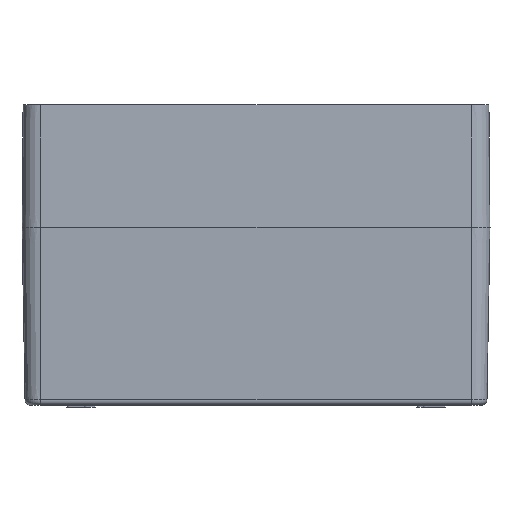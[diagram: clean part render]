
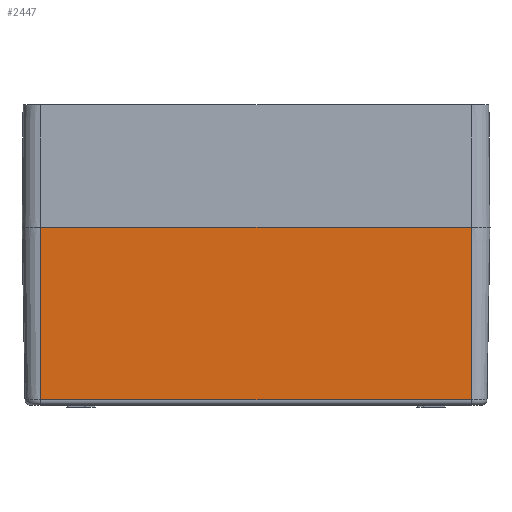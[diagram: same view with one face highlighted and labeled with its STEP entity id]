
A CAD part, left-side view. The second image highlights one B-rep face of the part: STEP entity #2447.
In plain terms, the highlighted planar face has unit normal (-1, 0, -0.018).
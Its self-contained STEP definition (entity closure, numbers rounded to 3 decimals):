
#2427=AXIS2_PLACEMENT_3D('Plane Axis2P3D',#2424,#2425,#2426) ;
#1150=CARTESIAN_POINT('Vertex',(1.607,10.,3.948)) ;
#1170=CARTESIAN_POINT('Line Origine',(1.607,125.,3.948)) ;
#1174=CARTESIAN_POINT('Vertex',(1.607,240.,3.948)) ;
#2409=CARTESIAN_POINT('Vertex',(0.,10.,96.)) ;
#2412=CARTESIAN_POINT('Line Origine',(-8721.203,10.,499733.398)) ;
#2424=CARTESIAN_POINT('Axis2P3D Location',(0.,125.,96.)) ;
#2429=CARTESIAN_POINT('Line Origine',(0.,125.,96.)) ;
#2433=CARTESIAN_POINT('Vertex',(0.,240.,96.)) ;
#2436=CARTESIAN_POINT('Line Origine',(0.803,240.,49.974)) ;
#1171=DIRECTION('Vector Direction',(0.,1.,0.)) ;
#2413=DIRECTION('Vector Direction',(-0.017,0.,1.)) ;
#2425=DIRECTION('Axis2P3D Direction',(1.,0.,0.017)) ;
#2426=DIRECTION('Axis2P3D XDirection',(0.,1.,0.)) ;
#2430=DIRECTION('Vector Direction',(0.,1.,0.)) ;
#2437=DIRECTION('Vector Direction',(-0.017,0.,1.)) ;
#1172=VECTOR('Line Direction',#1171,1.) ;
#2414=VECTOR('Line Direction',#2413,1.) ;
#2431=VECTOR('Line Direction',#2430,1.) ;
#2438=VECTOR('Line Direction',#2437,1.) ;
#2442=ORIENTED_EDGE('',*,*,#1176,.F.) ;
#2443=ORIENTED_EDGE('',*,*,#2416,.F.) ;
#2444=ORIENTED_EDGE('',*,*,#2435,.F.) ;
#2445=ORIENTED_EDGE('',*,*,#2440,.T.) ;
#2447=ADVANCED_FACE('Hauptk\X2\00F6\X0\rper',(#2446),#2428,.F.) ;
#1176=EDGE_CURVE('',#1151,#1175,#1173,.T.) ;
#2416=EDGE_CURVE('',#2410,#1151,#2415,.F.) ;
#2435=EDGE_CURVE('',#2434,#2410,#2432,.F.) ;
#2440=EDGE_CURVE('',#2434,#1175,#2439,.F.) ;
#2441=EDGE_LOOP('',(#2442,#2443,#2444,#2445)) ;
#2446=FACE_OUTER_BOUND('',#2441,.T.) ;
#1173=LINE('Line',#1170,#1172) ;
#2415=LINE('Line',#2412,#2414) ;
#2432=LINE('Line',#2429,#2431) ;
#2439=LINE('Line',#2436,#2438) ;
#2428=PLANE('',#2427) ;
#1151=VERTEX_POINT('',#1150) ;
#1175=VERTEX_POINT('',#1174) ;
#2410=VERTEX_POINT('',#2409) ;
#2434=VERTEX_POINT('',#2433) ;
